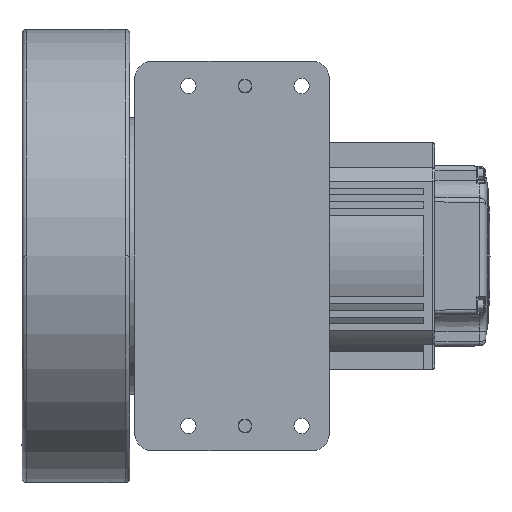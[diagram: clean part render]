
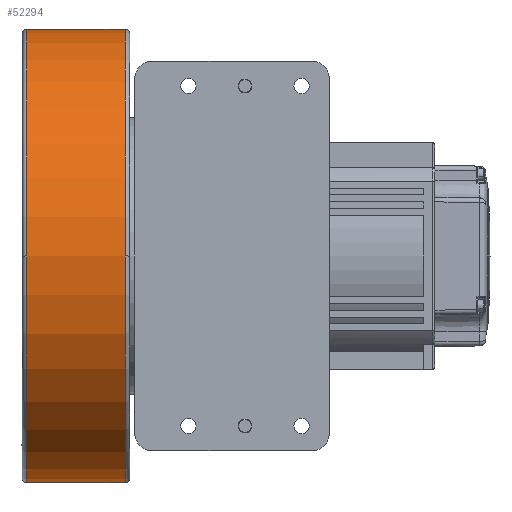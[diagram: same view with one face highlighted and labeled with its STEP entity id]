
A CAD part, front view. The second image highlights one B-rep face of the part: STEP entity #52294.
In plain terms, the highlighted cylindrical face has radius 100 mm (diameter 200 mm), a partial arc.
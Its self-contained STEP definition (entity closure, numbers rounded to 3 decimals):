
#52058=CARTESIAN_POINT('',(-127.774,13.08,
200.001));
#52059=DIRECTION('',(-1.,0.,0.));
#52060=DIRECTION('',(0.,0.,-1.));
#52061=AXIS2_PLACEMENT_3D('',#52058,#52059,#52060);
#52078=CARTESIAN_POINT('',(-127.774,13.08,
200.001));
#52079=DIRECTION('',(-1.,0.,0.));
#52080=DIRECTION('',(0.,-1.,0.));
#52081=AXIS2_PLACEMENT_3D('',#52078,#52079,#52080);
#52083=DIRECTION('',(1.,0.,0.));
#52084=VECTOR('',#52083,43.5);
#52085=CARTESIAN_POINT('',(-127.774,13.08,
300.001));
#52086=LINE('',#52085,#52084);
#52092=CARTESIAN_POINT('',(-84.274,13.08,
200.001));
#52093=DIRECTION('',(1.,0.,0.));
#52094=DIRECTION('',(0.,0.,1.));
#52095=AXIS2_PLACEMENT_3D('',#52092,#52093,#52094);
#52107=CARTESIAN_POINT('',(-84.274,13.08,
200.001));
#52108=DIRECTION('',(1.,0.,0.));
#52109=DIRECTION('',(0.,-1.,0.));
#52110=AXIS2_PLACEMENT_3D('',#52107,#52108,#52109);
#52117=DIRECTION('',(1.,0.,0.));
#52118=VECTOR('',#52117,43.5);
#52119=CARTESIAN_POINT('',(-127.774,13.08,
100.001));
#52120=LINE('',#52119,#52118);
#52154=CARTESIAN_POINT('',(-127.774,13.08,
100.001));
#52156=VERTEX_POINT('',#52154);
#52163=CARTESIAN_POINT('',(-84.274,-86.92,
200.001));
#52164=CARTESIAN_POINT('',(-84.274,13.08,
100.001));
#52165=VERTEX_POINT('',#52163);
#52166=VERTEX_POINT('',#52164);
#52167=CARTESIAN_POINT('',(-127.774,-86.92,
200.001));
#52168=VERTEX_POINT('',#52167);
#52177=CARTESIAN_POINT('',(-127.774,13.08,
300.001));
#52178=VERTEX_POINT('',#52177);
#52179=CARTESIAN_POINT('',(-84.274,13.08,
300.001));
#52180=VERTEX_POINT('',#52179);
#52281=CARTESIAN_POINT('',(200.569,13.08,200.001));
#52282=DIRECTION('',(-1.,0.,0.));
#52283=DIRECTION('',(0.,0.,1.));
#52284=AXIS2_PLACEMENT_3D('',#52281,#52282,#52283);
#52285=CYLINDRICAL_SURFACE('',#52284,100.);
#52286=ORIENTED_EDGE('',*,*,#52242,.F.);
#52287=ORIENTED_EDGE('',*,*,#52207,.T.);
#52288=ORIENTED_EDGE('',*,*,#52224,.T.);
#52289=ORIENTED_EDGE('',*,*,#52238,.T.);
#52290=ORIENTED_EDGE('',*,*,#52260,.T.);
#52291=ORIENTED_EDGE('',*,*,#52272,.T.);
#52292=EDGE_LOOP('',(#52286,#52287,#52288,#52289,#52290,#52291));
#52293=FACE_OUTER_BOUND('',#52292,.F.);
#52294=ADVANCED_FACE('',(#52293),#52285,.T.);
#52062=CIRCLE('',#52061,100.);
#52082=CIRCLE('',#52081,100.);
#52096=CIRCLE('',#52095,100.);
#52111=CIRCLE('',#52110,100.);
#52207=EDGE_CURVE('',#52156,#52168,#52062,.T.);
#52224=EDGE_CURVE('',#52168,#52178,#52082,.T.);
#52238=EDGE_CURVE('',#52178,#52180,#52086,.T.);
#52242=EDGE_CURVE('',#52156,#52166,#52120,.T.);
#52260=EDGE_CURVE('',#52180,#52165,#52096,.T.);
#52272=EDGE_CURVE('',#52165,#52166,#52111,.T.);
